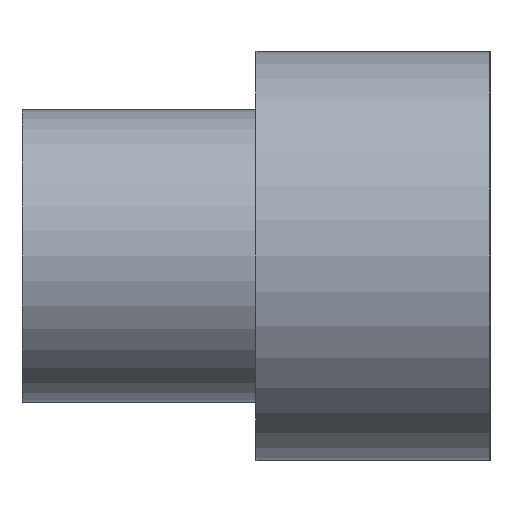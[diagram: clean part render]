
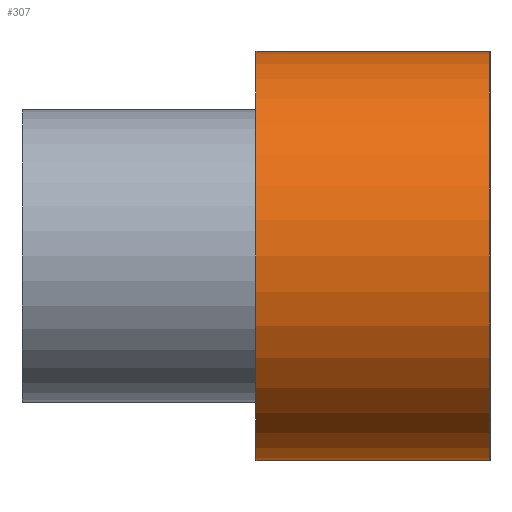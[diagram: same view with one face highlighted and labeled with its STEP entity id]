
A CAD part, left-side view. The second image highlights one B-rep face of the part: STEP entity #307.
In plain terms, the highlighted cylindrical face has radius 1.75 mm (diameter 3.5 mm), a partial arc.
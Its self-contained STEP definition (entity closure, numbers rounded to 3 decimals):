
#31=LINE('',#616,#47);
#36=LINE('',#625,#52);
#47=VECTOR('',#448,10.);
#52=VECTOR('',#457,10.);
#59=CYLINDRICAL_SURFACE('',#361,1.75);
#90=FACE_OUTER_BOUND('',#117,.T.);
#117=EDGE_LOOP('',(#277,#278,#279,#280));
#136=CIRCLE('',#349,1.75);
#141=CIRCLE('',#362,1.75);
#156=VERTEX_POINT('',#590);
#157=VERTEX_POINT('',#591);
#165=VERTEX_POINT('',#614);
#167=VERTEX_POINT('',#623);
#189=EDGE_CURVE('',#156,#157,#136,.T.);
#200=EDGE_CURVE('',#165,#156,#31,.T.);
#205=EDGE_CURVE('',#167,#157,#36,.T.);
#206=EDGE_CURVE('',#165,#167,#141,.T.);
#277=ORIENTED_EDGE('',*,*,#206,.T.);
#278=ORIENTED_EDGE('',*,*,#205,.T.);
#279=ORIENTED_EDGE('',*,*,#189,.F.);
#280=ORIENTED_EDGE('',*,*,#200,.F.);
#307=ADVANCED_FACE('',(#90),#59,.T.);
#349=AXIS2_PLACEMENT_3D('',#592,#422,#423);
#361=AXIS2_PLACEMENT_3D('',#626,#458,#459);
#362=AXIS2_PLACEMENT_3D('',#627,#460,#461);
#422=DIRECTION('center_axis',(0.,1.,0.));
#423=DIRECTION('ref_axis',(-1.,0.,0.));
#448=DIRECTION('',(0.,1.,0.));
#457=DIRECTION('',(0.,1.,0.));
#458=DIRECTION('center_axis',(0.,1.,0.));
#459=DIRECTION('ref_axis',(-1.,0.,0.));
#460=DIRECTION('center_axis',(0.,1.,0.));
#461=DIRECTION('ref_axis',(-1.,0.,0.));
#590=CARTESIAN_POINT('',(1.742,2.,-3.5));
#591=CARTESIAN_POINT('',(1.742,2.,0.));
#592=CARTESIAN_POINT('Origin',(1.742,2.,-1.75));
#614=CARTESIAN_POINT('',(1.742,0.,-3.5));
#616=CARTESIAN_POINT('',(1.742,0.,-3.5));
#623=CARTESIAN_POINT('',(1.742,0.,0.));
#625=CARTESIAN_POINT('',(1.742,0.,0.));
#626=CARTESIAN_POINT('Origin',(1.742,0.,-1.75));
#627=CARTESIAN_POINT('Origin',(1.742,0.,-1.75));
